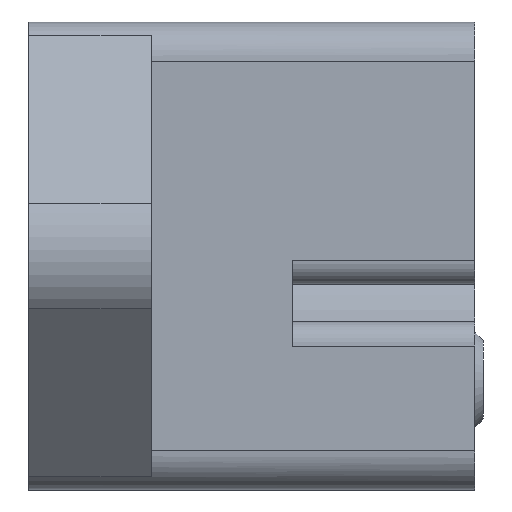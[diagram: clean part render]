
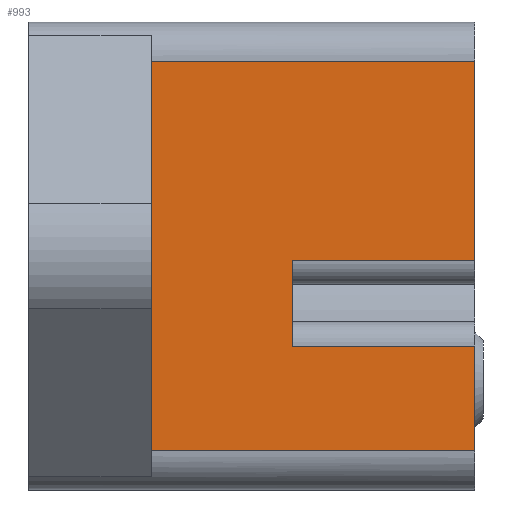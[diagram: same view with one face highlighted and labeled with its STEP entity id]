
A CAD part, left-side view. The second image highlights one B-rep face of the part: STEP entity #993.
In plain terms, the highlighted planar face has unit normal (-1, 0, 0).
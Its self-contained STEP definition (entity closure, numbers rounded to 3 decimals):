
#32 = LINE ( 'NONE', #1050, #4048 ) ;
#95 = DIRECTION ( 'NONE',  ( 0., 1., 0. ) ) ;
#164 = DIRECTION ( 'NONE',  ( 0., 1., 0. ) ) ;
#166 = EDGE_CURVE ( 'NONE', #3525, #1217, #1958, .T. ) ;
#176 = EDGE_CURVE ( 'NONE', #994, #2390, #1658, .T. ) ;
#210 = CARTESIAN_POINT ( 'NONE',  ( 170.6, 7.5, -119.44 ) ) ;
#347 = VECTOR ( 'NONE', #4185, 1000. ) ;
#353 = EDGE_CURVE ( 'NONE', #2390, #3096, #32, .T. ) ;
#442 = CARTESIAN_POINT ( 'NONE',  ( 170.6, -7.4, -119.44 ) ) ;
#472 = CARTESIAN_POINT ( 'NONE',  ( 170.6, 29., -103.2 ) ) ;
#478 = CARTESIAN_POINT ( 'NONE',  ( 170.6, -7.4, -103.2 ) ) ;
#493 = CARTESIAN_POINT ( 'NONE',  ( 170.6, 7.5, -124.44 ) ) ;
#688 = VECTOR ( 'NONE', #3311, 1000. ) ;
#694 = CARTESIAN_POINT ( 'NONE',  ( 170.6, 19., -103.2 ) ) ;
#976 = DIRECTION ( 'NONE',  ( 0., -1., 0. ) ) ;
#993 = ADVANCED_FACE ( 'NONE', ( #2368 ), #3700, .T. ) ;
#994 = VERTEX_POINT ( 'NONE', #2738 ) ;
#1002 = CARTESIAN_POINT ( 'NONE',  ( 170.6, 7.5, -126.44 ) ) ;
#1050 = CARTESIAN_POINT ( 'NONE',  ( 170.6, 29., -134.99 ) ) ;
#1217 = VERTEX_POINT ( 'NONE', #442 ) ;
#1230 = EDGE_CURVE ( 'NONE', #994, #3241, #3994, .T. ) ;
#1359 = ORIENTED_EDGE ( 'NONE', *, *, #353, .F. ) ;
#1467 = DIRECTION ( 'NONE',  ( 0., -1., 0. ) ) ;
#1472 = DIRECTION ( 'NONE',  ( 0., 0., -1. ) ) ;
#1495 = EDGE_CURVE ( 'NONE', #3313, #3096, #2709, .T. ) ;
#1658 = LINE ( 'NONE', #3534, #347 ) ;
#1690 = VECTOR ( 'NONE', #1467, 1000. ) ;
#1760 = VECTOR ( 'NONE', #976, 1000. ) ;
#1874 = ORIENTED_EDGE ( 'NONE', *, *, #3524, .F. ) ;
#1930 = LINE ( 'NONE', #493, #2640 ) ;
#1958 = LINE ( 'NONE', #2189, #1760 ) ;
#2095 = DIRECTION ( 'NONE',  ( -1., 0., 0. ) ) ;
#2151 = AXIS2_PLACEMENT_3D ( 'NONE', #4064, #2095, #164 ) ;
#2189 = CARTESIAN_POINT ( 'NONE',  ( 170.6, -7.4, -119.44 ) ) ;
#2236 = ORIENTED_EDGE ( 'NONE', *, *, #1230, .T. ) ;
#2252 = EDGE_CURVE ( 'NONE', #3533, #1217, #3663, .T. ) ;
#2360 = DIRECTION ( 'NONE',  ( 0., 0., -1. ) ) ;
#2368 = FACE_OUTER_BOUND ( 'NONE', #2526, .T. ) ;
#2390 = VERTEX_POINT ( 'NONE', #2761 ) ;
#2447 = EDGE_CURVE ( 'NONE', #3313, #3533, #3459, .T. ) ;
#2459 = CARTESIAN_POINT ( 'NONE',  ( 170.6, 19., -134.99 ) ) ;
#2526 = EDGE_LOOP ( 'NONE', ( #1874, #2717, #2980, #3816, #3098, #1359, #3628, #2236 ) ) ;
#2640 = VECTOR ( 'NONE', #1472, 1000. ) ;
#2709 = LINE ( 'NONE', #2459, #2972 ) ;
#2717 = ORIENTED_EDGE ( 'NONE', *, *, #166, .T. ) ;
#2738 = CARTESIAN_POINT ( 'NONE',  ( 170.6, -7.4, -126.44 ) ) ;
#2761 = CARTESIAN_POINT ( 'NONE',  ( 170.6, -7.4, -134.99 ) ) ;
#2972 = VECTOR ( 'NONE', #3119, 1000. ) ;
#2980 = ORIENTED_EDGE ( 'NONE', *, *, #2252, .F. ) ;
#3062 = VECTOR ( 'NONE', #2360, 1000. ) ;
#3096 = VERTEX_POINT ( 'NONE', #3188 ) ;
#3098 = ORIENTED_EDGE ( 'NONE', *, *, #1495, .T. ) ;
#3119 = DIRECTION ( 'NONE',  ( 0., 0., -1. ) ) ;
#3188 = CARTESIAN_POINT ( 'NONE',  ( 170.6, 19., -134.99 ) ) ;
#3241 = VERTEX_POINT ( 'NONE', #1002 ) ;
#3311 = DIRECTION ( 'NONE',  ( 0., 1., 0. ) ) ;
#3313 = VERTEX_POINT ( 'NONE', #694 ) ;
#3459 = LINE ( 'NONE', #472, #1690 ) ;
#3524 = EDGE_CURVE ( 'NONE', #3525, #3241, #1930, .T. ) ;
#3525 = VERTEX_POINT ( 'NONE', #210 ) ;
#3533 = VERTEX_POINT ( 'NONE', #478 ) ;
#3534 = CARTESIAN_POINT ( 'NONE',  ( 170.6, -7.4, -138.19 ) ) ;
#3543 = CARTESIAN_POINT ( 'NONE',  ( 170.6, -7.4, -138.19 ) ) ;
#3628 = ORIENTED_EDGE ( 'NONE', *, *, #176, .F. ) ;
#3663 = LINE ( 'NONE', #3543, #3062 ) ;
#3700 = PLANE ( 'NONE',  #2151 ) ;
#3816 = ORIENTED_EDGE ( 'NONE', *, *, #2447, .F. ) ;
#3957 = CARTESIAN_POINT ( 'NONE',  ( 170.6, 7.5, -126.44 ) ) ;
#3994 = LINE ( 'NONE', #3957, #688 ) ;
#4048 = VECTOR ( 'NONE', #95, 1000. ) ;
#4064 = CARTESIAN_POINT ( 'NONE',  ( 170.6, 29., -138.19 ) ) ;
#4185 = DIRECTION ( 'NONE',  ( 0., 0., -1. ) ) ;
